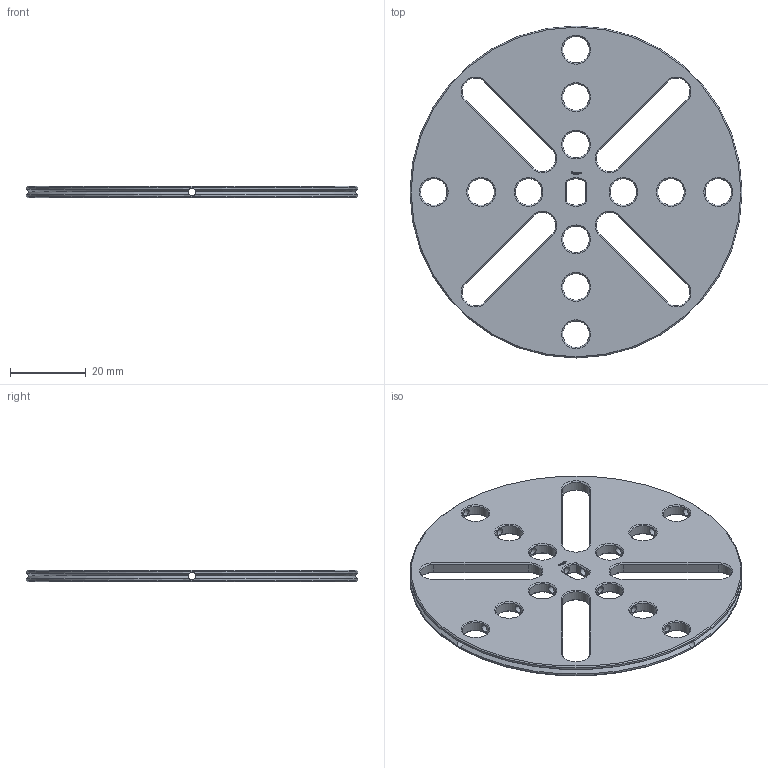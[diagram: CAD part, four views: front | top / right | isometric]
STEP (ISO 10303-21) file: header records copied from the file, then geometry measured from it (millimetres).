
FILE_DESCRIPTION(('FreeCAD Model'),'2;1');
FILE_NAME('Open CASCADE Shape Model','2023-11-14T00:30:36',(''),(''), 'Open CASCADE STEP processor 7.6','FreeCAD','Unknown');
FILE_SCHEMA(('AUTOMOTIVE_DESIGN { 1 0 10303 214 1 1 1 1 }'));
Length unit declared in the file: millimetre
Products named in the file (1): Washer FXD OCT BU07.00x00.25 - SPN-WSR-0025 (stemfie.org)
Bounding box: 87.5 x 87.5 x 3.12 mm (x, y, z)
Volume: 14048.6 mm3; surface area: 12342.7 mm2
Topology: 1 solids, 1 shells, 614 faces, 1725 edges, 1128 vertices
Faces by surface type: plane 340, extrusion 180, cone 54, cylinder 40
Full cylindrical faces by diameter (mm): 2 x16, 7 x12, 87.5 x2
Entity records: 47149 total; most frequent: CARTESIAN_POINT 14155, DIRECTION 5329, VECTOR 4217, LINE 4037, ORIENTED_EDGE 3450, PCURVE 3450, DEFINITIONAL_REPRESENTATION 3450, EDGE_CURVE 1725
